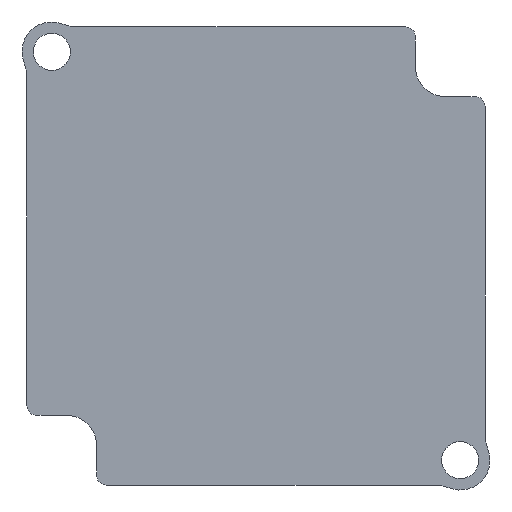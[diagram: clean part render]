
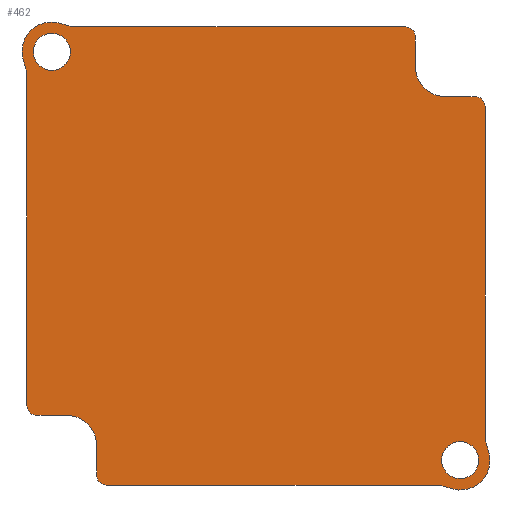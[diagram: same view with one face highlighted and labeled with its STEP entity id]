
A CAD part, front view. The second image highlights one B-rep face of the part: STEP entity #462.
In plain terms, the highlighted planar face has unit normal (0, -1, 0).
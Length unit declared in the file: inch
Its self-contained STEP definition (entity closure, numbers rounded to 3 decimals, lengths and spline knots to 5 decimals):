
#17=FACE_BOUND('',#77,.T.);
#18=FACE_BOUND('',#78,.T.);
#28=PLANE('',#526);
#50=FACE_OUTER_BOUND('',#76,.T.);
#76=EDGE_LOOP('',(#397,#398,#399,#400,#401,#402,#403,#404,#405,#406,#407,
#408,#409,#410,#411,#412,#413,#414,#415,#416));
#77=EDGE_LOOP('',(#417));
#78=EDGE_LOOP('',(#418));
#98=LINE('',#752,#136);
#99=LINE('',#755,#137);
#102=LINE('',#760,#140);
#103=LINE('',#764,#141);
#107=LINE('',#775,#145);
#110=LINE('',#783,#148);
#113=LINE('',#790,#151);
#115=LINE('',#797,#153);
#136=VECTOR('',#606,0.3937);
#137=VECTOR('',#609,0.3937);
#140=VECTOR('',#614,0.3937);
#141=VECTOR('',#617,0.3937);
#145=VECTOR('',#631,0.3937);
#148=VECTOR('',#640,0.3937);
#151=VECTOR('',#649,0.3937);
#153=VECTOR('',#657,0.3937);
#158=CIRCLE('',#481,0.125);
#160=CIRCLE('',#484,0.09375);
#161=CIRCLE('',#486,0.125);
#163=CIRCLE('',#489,0.125);
#165=CIRCLE('',#492,0.09375);
#168=CIRCLE('',#496,0.125);
#177=CIRCLE('',#511,0.03125);
#178=CIRCLE('',#513,0.03125);
#179=CIRCLE('',#516,0.09375);
#180=CIRCLE('',#519,0.03125);
#181=CIRCLE('',#522,0.03125);
#182=CIRCLE('',#525,0.09375);
#183=CIRCLE('',#527,0.058);
#184=CIRCLE('',#528,0.058);
#187=VERTEX_POINT('',#680);
#188=VERTEX_POINT('',#682);
#190=VERTEX_POINT('',#688);
#191=VERTEX_POINT('',#692);
#193=VERTEX_POINT('',#698);
#194=VERTEX_POINT('',#699);
#197=VERTEX_POINT('',#707);
#200=VERTEX_POINT('',#715);
#215=VERTEX_POINT('',#750);
#216=VERTEX_POINT('',#754);
#217=VERTEX_POINT('',#758);
#218=VERTEX_POINT('',#762);
#219=VERTEX_POINT('',#763);
#220=VERTEX_POINT('',#770);
#221=VERTEX_POINT('',#774);
#222=VERTEX_POINT('',#778);
#223=VERTEX_POINT('',#782);
#224=VERTEX_POINT('',#786);
#225=VERTEX_POINT('',#792);
#226=VERTEX_POINT('',#796);
#227=VERTEX_POINT('',#802);
#228=VERTEX_POINT('',#804);
#231=EDGE_CURVE('',#187,#188,#158,.T.);
#235=EDGE_CURVE('',#187,#190,#160,.T.);
#236=EDGE_CURVE('',#191,#190,#161,.T.);
#239=EDGE_CURVE('',#193,#194,#163,.T.);
#243=EDGE_CURVE('',#197,#194,#165,.T.);
#247=EDGE_CURVE('',#197,#200,#168,.T.);
#266=EDGE_CURVE('',#193,#215,#98,.T.);
#267=EDGE_CURVE('',#216,#188,#99,.T.);
#270=EDGE_CURVE('',#191,#217,#102,.T.);
#271=EDGE_CURVE('',#218,#219,#103,.T.);
#274=EDGE_CURVE('',#219,#216,#177,.T.);
#275=EDGE_CURVE('',#217,#220,#178,.T.);
#277=EDGE_CURVE('',#220,#221,#107,.T.);
#279=EDGE_CURVE('',#221,#222,#179,.T.);
#281=EDGE_CURVE('',#222,#223,#110,.T.);
#283=EDGE_CURVE('',#223,#224,#180,.T.);
#285=EDGE_CURVE('',#224,#200,#113,.T.);
#286=EDGE_CURVE('',#215,#225,#181,.T.);
#288=EDGE_CURVE('',#225,#226,#115,.T.);
#290=EDGE_CURVE('',#226,#218,#182,.T.);
#291=EDGE_CURVE('',#227,#227,#183,.T.);
#292=EDGE_CURVE('',#228,#228,#184,.T.);
#397=ORIENTED_EDGE('',*,*,#243,.T.);
#398=ORIENTED_EDGE('',*,*,#239,.F.);
#399=ORIENTED_EDGE('',*,*,#266,.T.);
#400=ORIENTED_EDGE('',*,*,#286,.T.);
#401=ORIENTED_EDGE('',*,*,#288,.T.);
#402=ORIENTED_EDGE('',*,*,#290,.T.);
#403=ORIENTED_EDGE('',*,*,#271,.T.);
#404=ORIENTED_EDGE('',*,*,#274,.T.);
#405=ORIENTED_EDGE('',*,*,#267,.T.);
#406=ORIENTED_EDGE('',*,*,#231,.F.);
#407=ORIENTED_EDGE('',*,*,#235,.T.);
#408=ORIENTED_EDGE('',*,*,#236,.F.);
#409=ORIENTED_EDGE('',*,*,#270,.T.);
#410=ORIENTED_EDGE('',*,*,#275,.T.);
#411=ORIENTED_EDGE('',*,*,#277,.T.);
#412=ORIENTED_EDGE('',*,*,#279,.T.);
#413=ORIENTED_EDGE('',*,*,#281,.T.);
#414=ORIENTED_EDGE('',*,*,#283,.T.);
#415=ORIENTED_EDGE('',*,*,#285,.T.);
#416=ORIENTED_EDGE('',*,*,#247,.F.);
#417=ORIENTED_EDGE('',*,*,#291,.T.);
#418=ORIENTED_EDGE('',*,*,#292,.T.);
#462=ADVANCED_FACE('',(#50,#17,#18),#28,.T.);
#481=AXIS2_PLACEMENT_3D('',#683,#538,#539);
#484=AXIS2_PLACEMENT_3D('',#690,#546,#547);
#486=AXIS2_PLACEMENT_3D('',#693,#550,#551);
#489=AXIS2_PLACEMENT_3D('',#700,#557,#558);
#492=AXIS2_PLACEMENT_3D('',#708,#565,#566);
#496=AXIS2_PLACEMENT_3D('',#716,#574,#575);
#511=AXIS2_PLACEMENT_3D('',#768,#622,#623);
#513=AXIS2_PLACEMENT_3D('',#771,#626,#627);
#516=AXIS2_PLACEMENT_3D('',#779,#635,#636);
#519=AXIS2_PLACEMENT_3D('',#787,#644,#645);
#522=AXIS2_PLACEMENT_3D('',#793,#652,#653);
#525=AXIS2_PLACEMENT_3D('',#800,#661,#662);
#526=AXIS2_PLACEMENT_3D('',#801,#663,#664);
#527=AXIS2_PLACEMENT_3D('',#803,#665,#666);
#528=AXIS2_PLACEMENT_3D('',#805,#667,#668);
#538=DIRECTION('center_axis',(0.,-1.,0.));
#539=DIRECTION('ref_axis',(-0.189,0.,-0.982));
#546=DIRECTION('center_axis',(0.,-1.,0.));
#547=DIRECTION('ref_axis',(0.,0.,-1.));
#550=DIRECTION('center_axis',(0.,-1.,0.));
#551=DIRECTION('ref_axis',(0.982,0.,0.189));
#557=DIRECTION('center_axis',(0.,-1.,0.));
#558=DIRECTION('ref_axis',(-0.982,0.,-0.189));
#565=DIRECTION('center_axis',(0.,-1.,0.));
#566=DIRECTION('ref_axis',(0.,0.,-1.));
#574=DIRECTION('center_axis',(0.,-1.,0.));
#575=DIRECTION('ref_axis',(0.189,0.,0.982));
#606=DIRECTION('',(0.,0.,1.));
#609=DIRECTION('',(-1.,0.,0.));
#614=DIRECTION('',(0.,0.,-1.));
#617=DIRECTION('',(0.,0.,1.));
#622=DIRECTION('center_axis',(0.,-1.,0.));
#623=DIRECTION('ref_axis',(0.,0.,1.));
#626=DIRECTION('center_axis',(0.,-1.,0.));
#627=DIRECTION('ref_axis',(0.,0.,-1.));
#631=DIRECTION('',(1.,0.,0.));
#635=DIRECTION('center_axis',(0.,1.,0.));
#636=DIRECTION('ref_axis',(0.,0.,1.));
#640=DIRECTION('',(0.,0.,-1.));
#644=DIRECTION('center_axis',(0.,-1.,0.));
#645=DIRECTION('ref_axis',(0.,0.,
-1.));
#649=DIRECTION('',(1.,0.,0.));
#652=DIRECTION('center_axis',(0.,-1.,0.));
#653=DIRECTION('ref_axis',(0.,0.,1.));
#657=DIRECTION('',(-1.,0.,0.));
#661=DIRECTION('center_axis',(0.,1.,0.));
#662=DIRECTION('ref_axis',(0.,0.,-1.));
#663=DIRECTION('center_axis',(0.,-1.,0.));
#664=DIRECTION('ref_axis',(0.,0.,1.));
#665=DIRECTION('center_axis',(0.,1.,0.));
#666=DIRECTION('ref_axis',(0.,0.,
-1.));
#667=DIRECTION('center_axis',(0.,1.,0.));
#668=DIRECTION('ref_axis',(0.,0.,
-1.));
#680=CARTESIAN_POINT('',(-0.60583,-0.06299,0.72768));
#682=CARTESIAN_POINT('',(-0.55944,-0.06299,0.71875));
#683=CARTESIAN_POINT('Origin',(-0.55944,-0.06299,0.84375));
#688=CARTESIAN_POINT('',(-0.72768,-0.06299,0.60583));
#690=CARTESIAN_POINT('Origin',(-0.64063,-0.06299,0.64063));
#692=CARTESIAN_POINT('',(-0.71875,-0.06299,0.55944));
#693=CARTESIAN_POINT('Origin',(-0.84375,-0.06299,0.55944));
#698=CARTESIAN_POINT('',(0.71875,-0.06299,-0.55944));
#699=CARTESIAN_POINT('',(0.72768,-0.06299,-0.60583));
#700=CARTESIAN_POINT('Origin',(0.84375,-0.06299,-0.55944));
#707=CARTESIAN_POINT('',(0.60583,-0.06299,-0.72768));
#708=CARTESIAN_POINT('Origin',(0.64063,-0.06299,-0.64063));
#715=CARTESIAN_POINT('',(0.55944,-0.06299,-0.71875));
#716=CARTESIAN_POINT('Origin',(0.55944,-0.06299,-0.84375));
#750=CARTESIAN_POINT('',(0.71875,-0.06299,0.46875));
#752=CARTESIAN_POINT('',(0.71875,-0.06299,0.23438));
#754=CARTESIAN_POINT('',(0.46875,-0.06299,0.71875));
#755=CARTESIAN_POINT('',(-0.34375,-0.06299,0.71875));
#758=CARTESIAN_POINT('',(-0.71875,-0.06299,-0.46875));
#760=CARTESIAN_POINT('',(-0.71875,-0.06299,-0.23437));
#762=CARTESIAN_POINT('',(0.5,-0.06299,0.59375));
#763=CARTESIAN_POINT('',(0.5,-0.06299,0.6875));
#764=CARTESIAN_POINT('',(0.5,-0.06299,0.34375));
#768=CARTESIAN_POINT('Origin',(0.46875,-0.06299,0.6875));
#770=CARTESIAN_POINT('',(-0.6875,-0.06299,-0.5));
#771=CARTESIAN_POINT('Origin',(-0.6875,-0.06299,-0.46875));
#774=CARTESIAN_POINT('',(-0.59375,-0.06299,-0.5));
#775=CARTESIAN_POINT('',(-0.29688,-0.06299,-0.5));
#778=CARTESIAN_POINT('',(-0.5,-0.06299,-0.59375));
#779=CARTESIAN_POINT('Origin',(-0.59375,-0.06299,-0.59375));
#782=CARTESIAN_POINT('',(-0.5,-0.06299,-0.6875));
#783=CARTESIAN_POINT('',(-0.5,-0.06299,-0.34375));
#786=CARTESIAN_POINT('',(-0.46875,-0.06299,-0.71875));
#787=CARTESIAN_POINT('Origin',(-0.46875,-0.06299,-0.6875));
#790=CARTESIAN_POINT('',(0.34375,-0.06299,-0.71875));
#792=CARTESIAN_POINT('',(0.6875,-0.06299,0.5));
#793=CARTESIAN_POINT('Origin',(0.6875,-0.06299,0.46875));
#796=CARTESIAN_POINT('',(0.59375,-0.06299,0.5));
#797=CARTESIAN_POINT('',(0.29688,-0.06299,0.5));
#800=CARTESIAN_POINT('Origin',(0.59375,-0.06299,0.59375));
#801=CARTESIAN_POINT('Origin',(0.,-0.06299,
0.));
#802=CARTESIAN_POINT('',(-0.64063,-0.06299,0.69863));
#803=CARTESIAN_POINT('Origin',(-0.64063,-0.06299,0.64063));
#804=CARTESIAN_POINT('',(0.64063,-0.06299,-0.58263));
#805=CARTESIAN_POINT('Origin',(0.64063,-0.06299,-0.64063));
